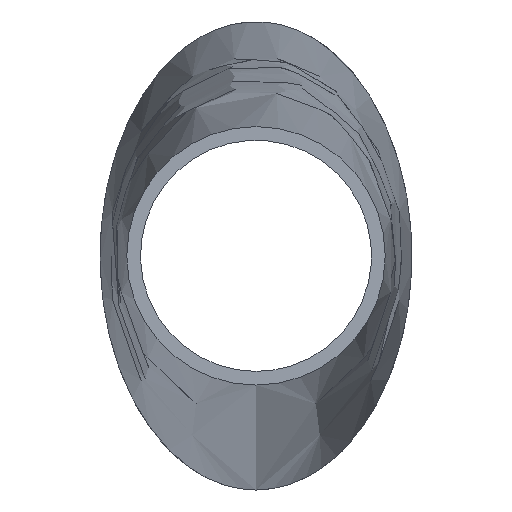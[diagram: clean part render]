
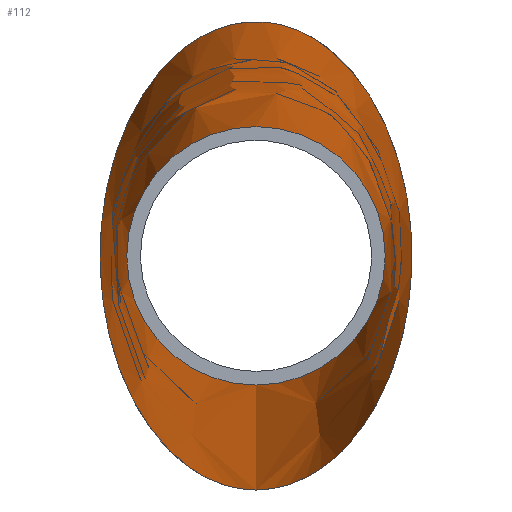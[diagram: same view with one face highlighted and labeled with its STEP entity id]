
A CAD part, left-side view. The second image highlights one B-rep face of the part: STEP entity #112.
In plain terms, the highlighted free-form (B-spline) face has degree [3, 3] with [17, 4] control points.
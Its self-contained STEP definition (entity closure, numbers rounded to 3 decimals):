
#16=LINE('',#744,#18);
#18=VECTOR('',#147,220.108);
#20=CIRCLE('',#133,8.5);
#22=ELLIPSE('',#134,15.4,10.25);
#25=B_SPLINE_SURFACE_WITH_KNOTS('',3,3,((#675,#676,#677,#678),(#679,#680,
#681,#682),(#683,#684,#685,#686),(#687,#688,#689,#690),(#691,#692,#693,
#694),(#695,#696,#697,#698),(#699,#700,#701,#702),(#703,#704,#705,#706),
(#707,#708,#709,#710),(#711,#712,#713,#714),(#715,#716,#717,#718),(#719,
#720,#721,#722),(#723,#724,#725,#726),(#727,#728,#729,#730),(#731,#732,
#733,#734),(#735,#736,#737,#738),(#739,#740,#741,#742)),.UNSPECIFIED.,.T.,
 .F.,.F.,(4,1,1,1,1,1,1,1,1,1,1,1,1,1,4),(4,4),(0.,0.071,0.143,
0.214,0.286,0.357,0.429,
0.524,0.571,0.619,0.714,
0.786,0.857,0.929,1.),(0.,1.),
 .UNSPECIFIED.);
#35=FACE_OUTER_BOUND('',#46,.T.);
#46=EDGE_LOOP('',(#92,#93,#94,#95));
#63=VERTEX_POINT('',#673);
#64=VERTEX_POINT('',#743);
#73=EDGE_CURVE('',#63,#63,#20,.T.);
#74=EDGE_CURVE('',#63,#64,#16,.T.);
#75=EDGE_CURVE('',#64,#64,#22,.T.);
#92=ORIENTED_EDGE('',*,*,#73,.T.);
#93=ORIENTED_EDGE('',*,*,#74,.T.);
#94=ORIENTED_EDGE('',*,*,#75,.T.);
#95=ORIENTED_EDGE('',*,*,#74,.F.);
#112=ADVANCED_FACE('',(#35),#25,.T.);
#133=AXIS2_PLACEMENT_3D('',#674,#145,#146);
#134=AXIS2_PLACEMENT_3D('',#745,#148,#149);
#145=DIRECTION('center_axis',(1.,0.,0.));
#146=DIRECTION('ref_axis',(0.,1.,0.));
#147=DIRECTION('',(1.,0.,-0.031));
#148=DIRECTION('center_axis',(-1.,0.,0.));
#149=DIRECTION('ref_axis',(0.,0.,1.));
#673=CARTESIAN_POINT('',(-230.,0.,-8.5));
#674=CARTESIAN_POINT('Origin',(-230.,0.,0.));
#675=CARTESIAN_POINT('Ctrl Pts',(-230.,0.,-8.5));
#676=CARTESIAN_POINT('Ctrl Pts',(-156.667,0.,
-10.8));
#677=CARTESIAN_POINT('Ctrl Pts',(-83.333,0.,
-13.1));
#678=CARTESIAN_POINT('Ctrl Pts',(-10.,0.,-15.4));
#679=CARTESIAN_POINT('Ctrl Pts',(-230.,1.272,-8.5));
#680=CARTESIAN_POINT('Ctrl Pts',(-156.667,1.359,-10.8));
#681=CARTESIAN_POINT('Ctrl Pts',(-83.333,1.446,-13.1));
#682=CARTESIAN_POINT('Ctrl Pts',(-10.,1.533,-15.4));
#683=CARTESIAN_POINT('Ctrl Pts',(-230.,3.814,-7.92));
#684=CARTESIAN_POINT('Ctrl Pts',(-156.667,4.076,-10.063));
#685=CARTESIAN_POINT('Ctrl Pts',(-83.333,4.337,-12.206));
#686=CARTESIAN_POINT('Ctrl Pts',(-10.,4.599,-14.349));
#687=CARTESIAN_POINT('Ctrl Pts',(-230.,6.874,-5.481));
#688=CARTESIAN_POINT('Ctrl Pts',(-156.667,7.345,-6.964));
#689=CARTESIAN_POINT('Ctrl Pts',(-83.333,7.817,-8.447));
#690=CARTESIAN_POINT('Ctrl Pts',(-10.,8.289,-9.93));
#691=CARTESIAN_POINT('Ctrl Pts',(-230.,8.57,-1.956));
#692=CARTESIAN_POINT('Ctrl Pts',(-156.667,9.158,-2.486));
#693=CARTESIAN_POINT('Ctrl Pts',(-83.333,9.746,-3.015));
#694=CARTESIAN_POINT('Ctrl Pts',(-10.,10.334,-3.544));
#695=CARTESIAN_POINT('Ctrl Pts',(-230.,8.57,1.957));
#696=CARTESIAN_POINT('Ctrl Pts',(-156.667,9.158,2.487));
#697=CARTESIAN_POINT('Ctrl Pts',(-83.333,9.746,3.017));
#698=CARTESIAN_POINT('Ctrl Pts',(-10.,10.334,3.546));
#699=CARTESIAN_POINT('Ctrl Pts',(-230.,6.872,5.478));
#700=CARTESIAN_POINT('Ctrl Pts',(-156.667,7.344,6.961));
#701=CARTESIAN_POINT('Ctrl Pts',(-83.333,7.816,8.443));
#702=CARTESIAN_POINT('Ctrl Pts',(-10.,8.287,9.926));
#703=CARTESIAN_POINT('Ctrl Pts',(-230.,3.475,8.196));
#704=CARTESIAN_POINT('Ctrl Pts',(-156.667,3.713,10.414));
#705=CARTESIAN_POINT('Ctrl Pts',(-83.333,3.952,12.632));
#706=CARTESIAN_POINT('Ctrl Pts',(-10.,4.19,14.849));
#707=CARTESIAN_POINT('Ctrl Pts',(-230.,-0.467,8.791));
#708=CARTESIAN_POINT('Ctrl Pts',(-156.667,-0.499,11.17));
#709=CARTESIAN_POINT('Ctrl Pts',(-83.333,-0.531,13.549));
#710=CARTESIAN_POINT('Ctrl Pts',(-10.,-0.563,15.928));
#711=CARTESIAN_POINT('Ctrl Pts',(-230.,-3.743,7.771));
#712=CARTESIAN_POINT('Ctrl Pts',(-156.667,-4.,9.873));
#713=CARTESIAN_POINT('Ctrl Pts',(-83.333,-4.257,11.976));
#714=CARTESIAN_POINT('Ctrl Pts',(-10.,-4.513,14.078));
#715=CARTESIAN_POINT('Ctrl Pts',(-230.,-6.582,5.846));
#716=CARTESIAN_POINT('Ctrl Pts',(-156.667,-7.034,7.428));
#717=CARTESIAN_POINT('Ctrl Pts',(-83.333,-7.485,9.01));
#718=CARTESIAN_POINT('Ctrl Pts',(-10.,-7.937,10.592));
#719=CARTESIAN_POINT('Ctrl Pts',(-230.,-8.575,2.393));
#720=CARTESIAN_POINT('Ctrl Pts',(-156.667,-9.163,3.04));
#721=CARTESIAN_POINT('Ctrl Pts',(-83.333,-9.752,3.688));
#722=CARTESIAN_POINT('Ctrl Pts',(-10.,-10.34,4.335));
#723=CARTESIAN_POINT('Ctrl Pts',(-230.,-8.568,-1.957));
#724=CARTESIAN_POINT('Ctrl Pts',(-156.667,-9.156,-2.486));
#725=CARTESIAN_POINT('Ctrl Pts',(-83.333,-9.744,-3.016));
#726=CARTESIAN_POINT('Ctrl Pts',(-10.,-10.332,-3.545));
#727=CARTESIAN_POINT('Ctrl Pts',(-230.,-6.874,-5.48));
#728=CARTESIAN_POINT('Ctrl Pts',(-156.667,-7.345,-6.963));
#729=CARTESIAN_POINT('Ctrl Pts',(-83.333,-7.817,-8.446));
#730=CARTESIAN_POINT('Ctrl Pts',(-10.,-8.289,-9.929));
#731=CARTESIAN_POINT('Ctrl Pts',(-230.,-3.813,-7.92));
#732=CARTESIAN_POINT('Ctrl Pts',(-156.667,-4.075,-10.063));
#733=CARTESIAN_POINT('Ctrl Pts',(-83.333,-4.337,-12.206));
#734=CARTESIAN_POINT('Ctrl Pts',(-10.,-4.599,-14.349));
#735=CARTESIAN_POINT('Ctrl Pts',(-230.,-1.272,-8.5));
#736=CARTESIAN_POINT('Ctrl Pts',(-156.667,-1.359,-10.8));
#737=CARTESIAN_POINT('Ctrl Pts',(-83.333,-1.446,-13.1));
#738=CARTESIAN_POINT('Ctrl Pts',(-10.,-1.533,-15.4));
#739=CARTESIAN_POINT('Ctrl Pts',(-230.,0.,-8.5));
#740=CARTESIAN_POINT('Ctrl Pts',(-156.667,0.,
-10.8));
#741=CARTESIAN_POINT('Ctrl Pts',(-83.333,0.,
-13.1));
#742=CARTESIAN_POINT('Ctrl Pts',(-10.,0.,-15.4));
#743=CARTESIAN_POINT('',(-10.,0.,-15.4));
#744=CARTESIAN_POINT('',(-230.,0.,-8.5));
#745=CARTESIAN_POINT('Origin',(-10.,0.,0.));
